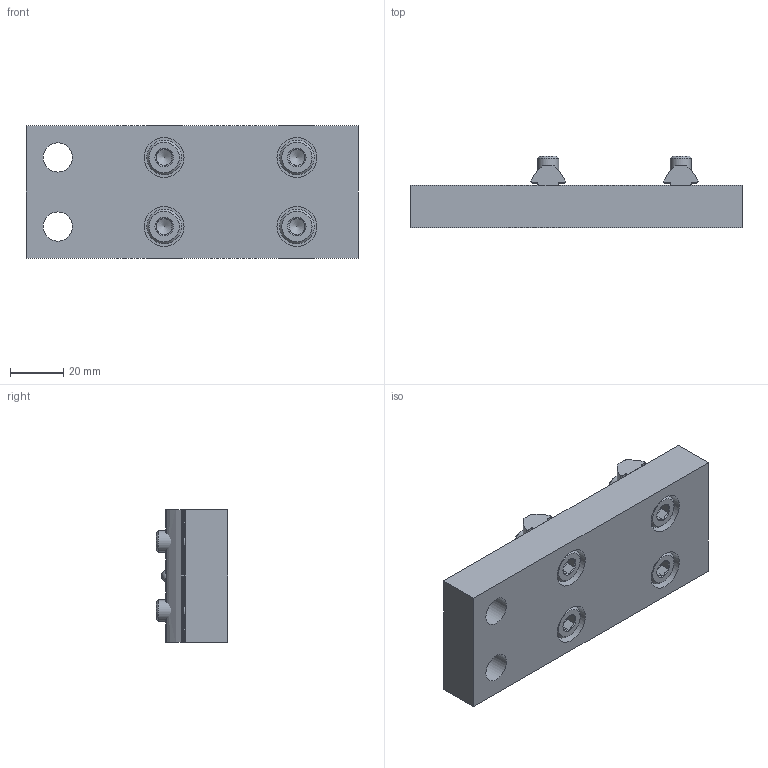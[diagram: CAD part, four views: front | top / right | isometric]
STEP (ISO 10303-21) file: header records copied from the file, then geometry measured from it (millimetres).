
FILE_DESCRIPTION(/* description */ ('STEP AP214'),/* implementation_level */ '2;1');
FILE_NAME(/* name */ '150800_MUP-63',/* time_stamp */ '2024-07-10T19:14:33+02:00',/* author */ ('License CC BY-ND 4.0'),/* organization */ ('CADENAS'),/* preprocessor_version */ 'ST-DEVELOPER v19.3',/* originating_system */ 'PARTsolutions',/* authorisation */ ' ');
FILE_SCHEMA (('AUTOMOTIVE_DESIGN {1 0 10303 214 3 1 1}'));
Length unit declared in the file: millimetre
Products named in the file (4): 150800 MUP-63---(0_0); 150800 MUP-63---(p_0); DIN-912 - M8x18(F); 652642 MUP-50/63/80
Assembly tree (7 placements, depth 2):
  150800 MUP-63---(0_0)
    150800 MUP-63---(p_0)
    DIN-912 - M8x18(F)  x4
    652642 MUP-50/63/80  x2
Bounding box: 125 x 27 x 50 mm (x, y, z)
Volume: 101952.1 mm3; surface area: 29067.9 mm2
Topology: 7 solids, 7 shells, 208 faces, 490 edges, 296 vertices
Faces by surface type: plane 96, cylinder 62, cone 48, sphere 2
Full cylindrical faces by diameter (mm): 6.647 x4, 8 x4, 9 x4, 11 x2, 13 x4, 15 x4
Entity records: 2618 total; most frequent: CARTESIAN_POINT 551, DIRECTION 410, ORIENTED_EDGE 372, EDGE_CURVE 186, AXIS2_PLACEMENT_3D 166, VERTEX_POINT 129, FACE_BOUND 125, EDGE_LOOP 124
